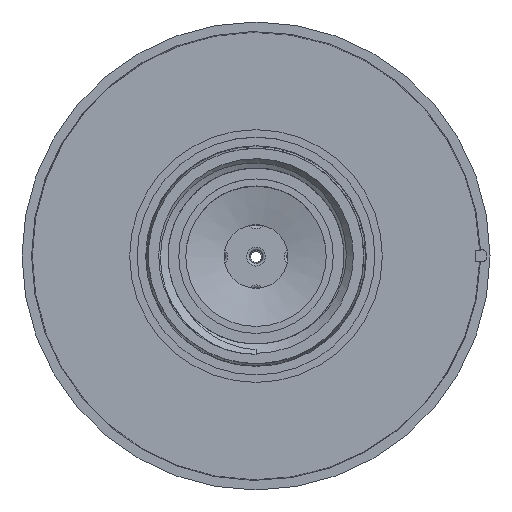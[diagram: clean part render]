
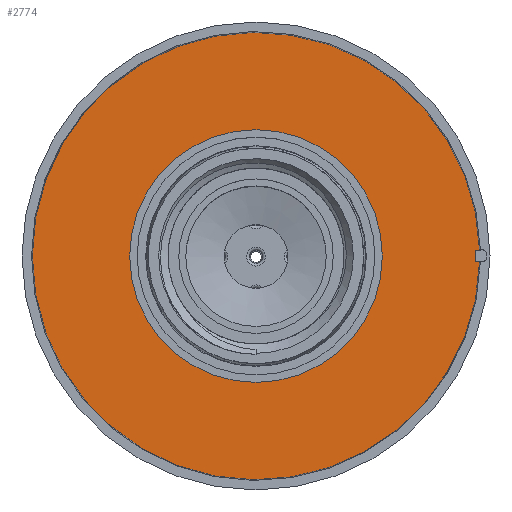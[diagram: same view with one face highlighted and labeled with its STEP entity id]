
A CAD part, top view. The second image highlights one B-rep face of the part: STEP entity #2774.
In plain terms, the highlighted face is planar.
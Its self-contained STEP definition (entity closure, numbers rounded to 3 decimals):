
#171=LINE('',#5715,#217);
#172=LINE('',#5718,#218);
#173=LINE('',#5720,#219);
#217=VECTOR('',#3452,1000.);
#218=VECTOR('',#3453,1000.);
#219=VECTOR('',#3454,1000.);
#554=ORIENTED_EDGE('',*,*,#1224,.T.);
#555=ORIENTED_EDGE('',*,*,#1225,.T.);
#556=ORIENTED_EDGE('',*,*,#1226,.T.);
#557=ORIENTED_EDGE('',*,*,#1227,.T.);
#558=ORIENTED_EDGE('',*,*,#1228,.T.);
#1224=EDGE_CURVE('Edge163',#1589,#1589,#1894,.T.);
#1225=EDGE_CURVE('Edge222',#1590,#1591,#171,.T.);
#1226=EDGE_CURVE('Edge215',#1591,#1592,#172,.T.);
#1227=EDGE_CURVE('Edge218',#1592,#1593,#173,.T.);
#1228=EDGE_CURVE('Edge171',#1593,#1590,#1895,.T.);
#1589=VERTEX_POINT('',#5714);
#1590=VERTEX_POINT('',#5716);
#1591=VERTEX_POINT('',#5717);
#1592=VERTEX_POINT('',#5719);
#1593=VERTEX_POINT('',#5721);
#1894=CIRCLE('',#3038,13.5);
#1895=CIRCLE('',#3039,23.9);
#2103=EDGE_LOOP('',(#554));
#2104=EDGE_LOOP('',(#555,#556,#557,#558));
#2440=FACE_BOUND('',#2103,.T.);
#2441=FACE_BOUND('',#2104,.T.);
#2704=PLANE('',#3037);
#2774=ADVANCED_FACE('Face84',(#2440,#2441),#2704,.T.);
#3037=AXIS2_PLACEMENT_3D('',#5712,#3448,#3449);
#3038=AXIS2_PLACEMENT_3D('',#5713,#3450,#3451);
#3039=AXIS2_PLACEMENT_3D('',#5722,#3455,#3456);
#3448=DIRECTION('',(0.,0.,-1.));
#3449=DIRECTION('',(0.,1.,0.));
#3450=DIRECTION('',(0.,0.,1.));
#3451=DIRECTION('',(-1.,0.,0.));
#3452=DIRECTION('',(1.,0.,0.));
#3453=DIRECTION('',(0.,1.,0.));
#3454=DIRECTION('',(-1.,0.,0.));
#3455=DIRECTION('',(0.,0.,-1.));
#3456=DIRECTION('',(1.,0.,0.));
#5712=CARTESIAN_POINT('',(0.004,0.,4.5));
#5713=CARTESIAN_POINT('',(0.,0.,4.5));
#5714=CARTESIAN_POINT('',(-13.5,0.,4.5));
#5715=CARTESIAN_POINT('',(-23.646,-0.6,4.5));
#5716=CARTESIAN_POINT('',(-23.892,-0.6,4.5));
#5717=CARTESIAN_POINT('',(-23.4,-0.6,4.5));
#5718=CARTESIAN_POINT('',(-23.4,0.,4.5));
#5719=CARTESIAN_POINT('',(-23.4,0.6,4.5));
#5720=CARTESIAN_POINT('',(-23.646,0.6,4.5));
#5721=CARTESIAN_POINT('',(-23.892,0.6,4.5));
#5722=CARTESIAN_POINT('',(0.,0.,4.5));
